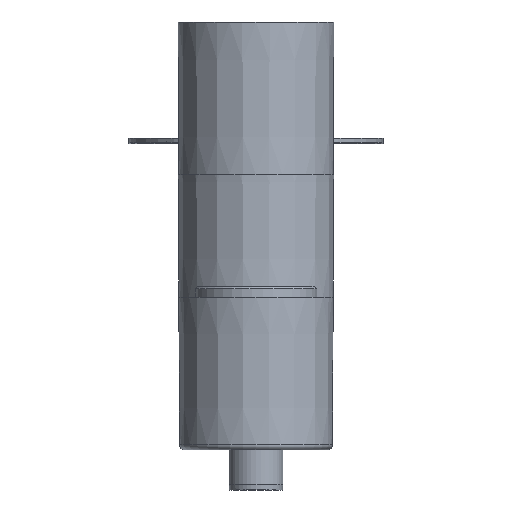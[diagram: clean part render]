
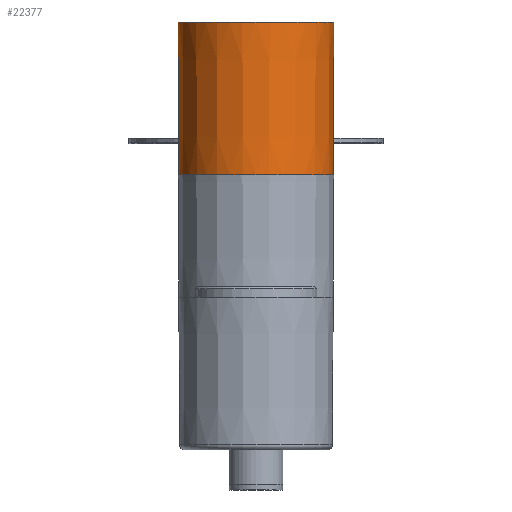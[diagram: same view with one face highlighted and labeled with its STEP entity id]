
A CAD part, left-side view. The second image highlights one B-rep face of the part: STEP entity #22377.
In plain terms, the highlighted conical face has half-angle 0.286 degrees and reference radius 761.25 mm.
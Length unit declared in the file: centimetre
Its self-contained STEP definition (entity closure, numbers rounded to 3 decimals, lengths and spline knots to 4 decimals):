
#2325=CONICAL_SURFACE('',#24024,76.125,0.005);
#2467=CIRCLE('',#24023,76.5);
#2468=CIRCLE('',#24025,75.75);
#4134=FACE_OUTER_BOUND('',#5723,.T.);
#5723=EDGE_LOOP('',(#15040,#15041,#15042,#15043));
#7337=LINE('',#32442,#8251);
#8251=VECTOR('',#26652,76.125);
#9177=VERTEX_POINT('',#32437);
#9178=VERTEX_POINT('',#32440);
#11292=EDGE_CURVE('',#9177,#9177,#2467,.T.);
#11293=EDGE_CURVE('',#9178,#9178,#2468,.T.);
#11294=EDGE_CURVE('',#9178,#9177,#7337,.T.);
#15040=ORIENTED_EDGE('',*,*,#11293,.F.);
#15041=ORIENTED_EDGE('',*,*,#11294,.T.);
#15042=ORIENTED_EDGE('',*,*,#11292,.T.);
#15043=ORIENTED_EDGE('',*,*,#11294,.F.);
#22377=ADVANCED_FACE('',(#4134),#2325,.T.);
#24023=AXIS2_PLACEMENT_3D('',#32438,#26646,#26647);
#24024=AXIS2_PLACEMENT_3D('',#32439,#26648,#26649);
#24025=AXIS2_PLACEMENT_3D('',#32441,#26650,#26651);
#26646=DIRECTION('center_axis',(0.,0.,
-1.));
#26647=DIRECTION('ref_axis',(1.,0.,0.));
#26648=DIRECTION('center_axis',(0.,0.,
1.));
#26649=DIRECTION('ref_axis',(0.,-1.,0.));
#26650=DIRECTION('center_axis',(0.,0.,
-1.));
#26651=DIRECTION('ref_axis',(1.,0.,0.));
#26652=DIRECTION('',(0.,0.005,1.));
#32437=CARTESIAN_POINT('',(0.,76.5,419.7812));
#32438=CARTESIAN_POINT('Origin',(0.,0.,
419.7812));
#32439=CARTESIAN_POINT('Origin',(0.,0.,
344.7812));
#32440=CARTESIAN_POINT('',(0.,75.75,269.7812));
#32441=CARTESIAN_POINT('Origin',(0.,0.,
269.7812));
#32442=CARTESIAN_POINT('',(0.,76.125,344.7812));
